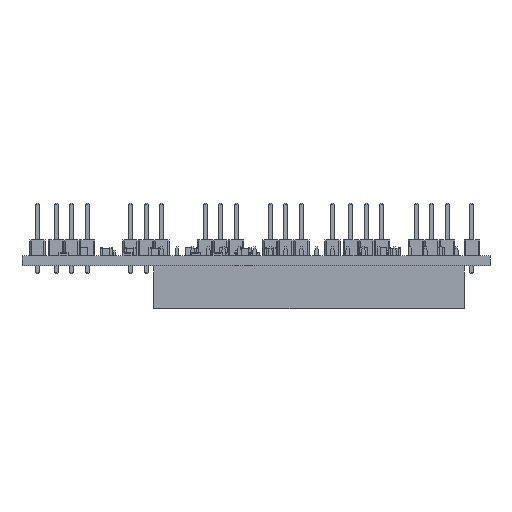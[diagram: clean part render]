
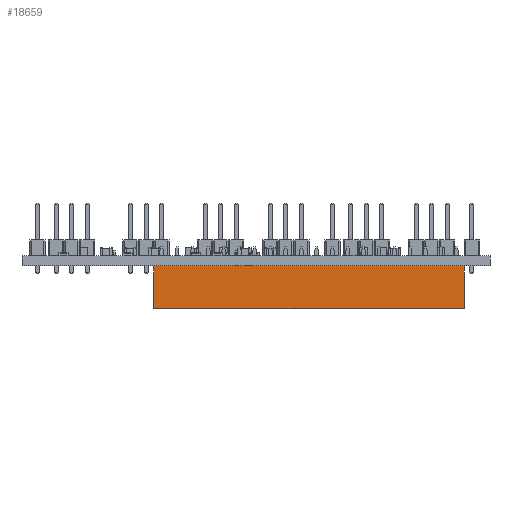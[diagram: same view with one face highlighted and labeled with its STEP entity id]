
A CAD part, left-side view. The second image highlights one B-rep face of the part: STEP entity #18659.
In plain terms, the highlighted face is planar.
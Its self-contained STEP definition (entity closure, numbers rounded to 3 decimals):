
#18659 = ADVANCED_FACE('',(#18660),#18694,.F.);
#18660 = FACE_BOUND('',#18661,.F.);
#18661 = EDGE_LOOP('',(#18662,#18672,#18680,#18688));
#18662 = ORIENTED_EDGE('',*,*,#18663,.T.);
#18663 = EDGE_CURVE('',#18664,#18666,#18668,.T.);
#18664 = VERTEX_POINT('',#18665);
#18665 = CARTESIAN_POINT('',(1.27,-49.53,0.));
#18666 = VERTEX_POINT('',#18667);
#18667 = CARTESIAN_POINT('',(1.27,-49.53,7.));
#18668 = LINE('',#18669,#18670);
#18669 = CARTESIAN_POINT('',(1.27,-49.53,0.));
#18670 = VECTOR('',#18671,1.);
#18671 = DIRECTION('',(0.,0.,1.));
#18672 = ORIENTED_EDGE('',*,*,#18673,.T.);
#18673 = EDGE_CURVE('',#18666,#18674,#18676,.T.);
#18674 = VERTEX_POINT('',#18675);
#18675 = CARTESIAN_POINT('',(1.27,1.27,7.));
#18676 = LINE('',#18677,#18678);
#18677 = CARTESIAN_POINT('',(1.27,-49.53,7.));
#18678 = VECTOR('',#18679,1.);
#18679 = DIRECTION('',(0.,1.,0.));
#18680 = ORIENTED_EDGE('',*,*,#18681,.F.);
#18681 = EDGE_CURVE('',#18682,#18674,#18684,.T.);
#18682 = VERTEX_POINT('',#18683);
#18683 = CARTESIAN_POINT('',(1.27,1.27,0.));
#18684 = LINE('',#18685,#18686);
#18685 = CARTESIAN_POINT('',(1.27,1.27,0.));
#18686 = VECTOR('',#18687,1.);
#18687 = DIRECTION('',(0.,0.,1.));
#18688 = ORIENTED_EDGE('',*,*,#18689,.F.);
#18689 = EDGE_CURVE('',#18664,#18682,#18690,.T.);
#18690 = LINE('',#18691,#18692);
#18691 = CARTESIAN_POINT('',(1.27,-49.53,0.));
#18692 = VECTOR('',#18693,1.);
#18693 = DIRECTION('',(0.,1.,0.));
#18694 = PLANE('',#18695);
#18695 = AXIS2_PLACEMENT_3D('',#18696,#18697,#18698);
#18696 = CARTESIAN_POINT('',(1.27,-49.53,0.));
#18697 = DIRECTION('',(-1.,0.,0.));
#18698 = DIRECTION('',(0.,1.,0.));
